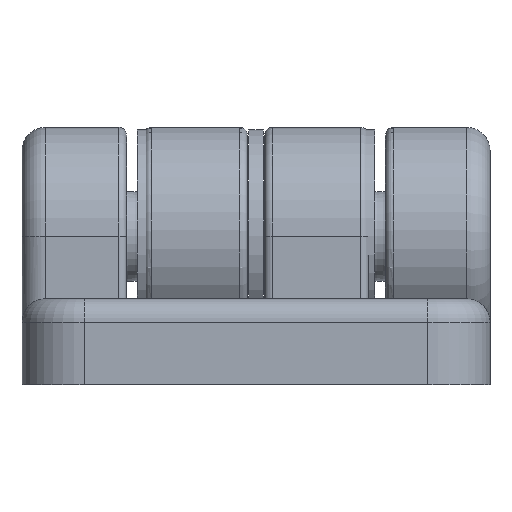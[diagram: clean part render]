
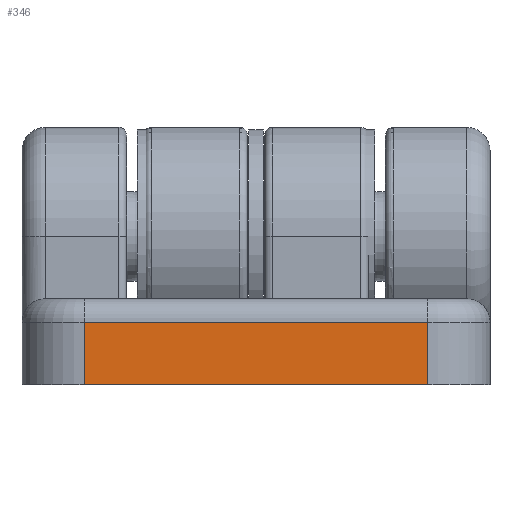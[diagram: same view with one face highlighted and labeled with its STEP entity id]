
A CAD part, left-side view. The second image highlights one B-rep face of the part: STEP entity #346.
In plain terms, the highlighted planar face has unit normal (-1, 0, 0).
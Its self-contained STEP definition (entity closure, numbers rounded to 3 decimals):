
#346 = ADVANCED_FACE( '', ( #576 ), #577, .F. );
#576 = FACE_OUTER_BOUND( '', #848, .T. );
#577 = PLANE( '', #849 );
#848 = EDGE_LOOP( '', ( #1522, #1523, #1524, #1525 ) );
#849 = AXIS2_PLACEMENT_3D( '', #1526, #1527, #1528 );
#1522 = ORIENTED_EDGE( '', *, *, #1988, .F. );
#1523 = ORIENTED_EDGE( '', *, *, #1989, .T. );
#1524 = ORIENTED_EDGE( '', *, *, #1990, .T. );
#1525 = ORIENTED_EDGE( '', *, *, #1955, .T. );
#1526 = CARTESIAN_POINT( '', ( -30., -4., -11. ) );
#1527 = DIRECTION( '', ( 1., 0., 0. ) );
#1528 = DIRECTION( '', ( 0., 0., -1. ) );
#1955 = EDGE_CURVE( '', #2336, #2334, #2337, .T. );
#1988 = EDGE_CURVE( '', #2390, #2334, #2392, .T. );
#1989 = EDGE_CURVE( '', #2390, #2393, #2394, .F. );
#1990 = EDGE_CURVE( '', #2393, #2336, #2395, .T. );
#2334 = VERTEX_POINT( '', #2877 );
#2336 = VERTEX_POINT( '', #2879 );
#2337 = LINE( '', #2880, #2881 );
#2390 = VERTEX_POINT( '', #2953 );
#2392 = LINE( '', #2955, #2956 );
#2393 = VERTEX_POINT( '', #2957 );
#2394 = LINE( '', #2958, #2959 );
#2395 = LINE( '', #2960, #2961 );
#2877 = CARTESIAN_POINT( '', ( -30., -9.5, 11. ) );
#2879 = CARTESIAN_POINT( '', ( -30., -9.5, -11. ) );
#2880 = CARTESIAN_POINT( '', ( -30., -9.5, -11. ) );
#2881 = VECTOR( '', #3428, 1000. );
#2953 = CARTESIAN_POINT( '', ( -30., -5.5, 11. ) );
#2955 = CARTESIAN_POINT( '', ( -30., -4., 11. ) );
#2956 = VECTOR( '', #3487, 1000. );
#2957 = CARTESIAN_POINT( '', ( -30., -5.5, -11. ) );
#2958 = CARTESIAN_POINT( '', ( -30., -5.5, -11. ) );
#2959 = VECTOR( '', #3488, 1000. );
#2960 = CARTESIAN_POINT( '', ( -30., -4., -11. ) );
#2961 = VECTOR( '', #3489, 1000. );
#3428 = DIRECTION( '', ( 0., 0., 1. ) );
#3487 = DIRECTION( '', ( 0., -1., 0. ) );
#3488 = DIRECTION( '', ( 0., 0., 1. ) );
#3489 = DIRECTION( '', ( 0., -1., 0. ) );
